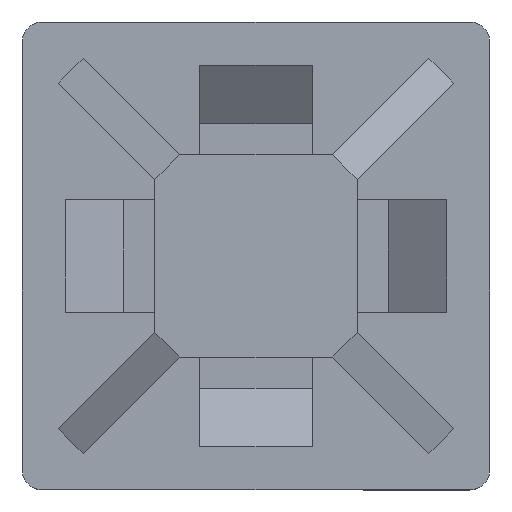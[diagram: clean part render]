
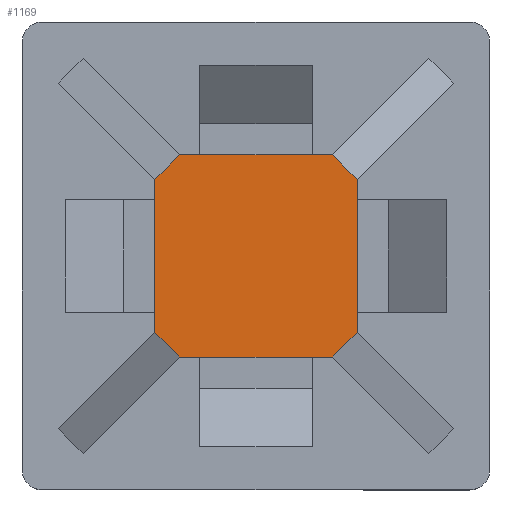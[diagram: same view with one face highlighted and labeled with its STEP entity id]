
A CAD part, top view. The second image highlights one B-rep face of the part: STEP entity #1169.
In plain terms, the highlighted planar face has unit normal (0, 0, 1).
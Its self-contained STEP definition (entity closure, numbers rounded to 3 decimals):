
#73=ORIENTED_EDGE('',*,*,#417,.T.);
#74=ORIENTED_EDGE('',*,*,#418,.F.);
#75=ORIENTED_EDGE('',*,*,#419,.T.);
#76=ORIENTED_EDGE('',*,*,#420,.F.);
#77=ORIENTED_EDGE('',*,*,#421,.T.);
#78=ORIENTED_EDGE('',*,*,#422,.T.);
#79=ORIENTED_EDGE('',*,*,#423,.T.);
#80=ORIENTED_EDGE('',*,*,#424,.T.);
#417=EDGE_CURVE('',#589,#590,#701,.T.);
#418=EDGE_CURVE('',#591,#590,#702,.T.);
#419=EDGE_CURVE('',#591,#592,#703,.T.);
#420=EDGE_CURVE('',#593,#592,#704,.T.);
#421=EDGE_CURVE('',#593,#594,#705,.T.);
#422=EDGE_CURVE('',#594,#595,#706,.T.);
#423=EDGE_CURVE('',#595,#596,#707,.T.);
#424=EDGE_CURVE('',#596,#589,#708,.T.);
#589=VERTEX_POINT('',#1681);
#590=VERTEX_POINT('',#1682);
#591=VERTEX_POINT('',#1684);
#592=VERTEX_POINT('',#1686);
#593=VERTEX_POINT('',#1688);
#594=VERTEX_POINT('',#1690);
#595=VERTEX_POINT('',#1692);
#596=VERTEX_POINT('',#1694);
#701=LINE('',#1680,#849);
#702=LINE('',#1683,#850);
#703=LINE('',#1685,#851);
#704=LINE('',#1687,#852);
#705=LINE('',#1689,#853);
#706=LINE('',#1691,#854);
#707=LINE('',#1693,#855);
#708=LINE('',#1695,#856);
#849=VECTOR('',#1358,1000.);
#850=VECTOR('',#1359,1000.);
#851=VECTOR('',#1360,1000.);
#852=VECTOR('',#1361,1000.);
#853=VECTOR('',#1362,1000.);
#854=VECTOR('',#1363,1000.);
#855=VECTOR('',#1364,1000.);
#856=VECTOR('',#1365,1000.);
#997=EDGE_LOOP('',(#73,#74,#75,#76,#77,#78,#79,#80));
#1059=FACE_BOUND('',#997,.T.);
#1121=PLANE('',#1267);
#1169=ADVANCED_FACE('',(#1059),#1121,.T.);
#1267=AXIS2_PLACEMENT_3D('',#1679,#1356,#1357);
#1356=DIRECTION('',(0.,0.,1.));
#1357=DIRECTION('',(1.,0.,0.));
#1358=DIRECTION('',(0.,1.,0.));
#1359=DIRECTION('',(0.707,-0.707,0.));
#1360=DIRECTION('',(-1.,0.,0.));
#1361=DIRECTION('',(0.707,0.707,0.));
#1362=DIRECTION('',(0.,-1.,0.));
#1363=DIRECTION('',(0.707,-0.707,0.));
#1364=DIRECTION('',(1.,0.,0.));
#1365=DIRECTION('',(0.707,0.707,0.));
#1679=CARTESIAN_POINT('',(0.,0.,4.2));
#1680=CARTESIAN_POINT('',(4.325,-4.325,4.2));
#1681=CARTESIAN_POINT('',(4.325,-3.264,4.2));
#1682=CARTESIAN_POINT('',(4.325,3.264,4.2));
#1683=CARTESIAN_POINT('',(1.981,5.608,4.2));
#1684=CARTESIAN_POINT('',(3.264,4.325,4.2));
#1685=CARTESIAN_POINT('',(4.325,4.325,4.2));
#1686=CARTESIAN_POINT('',(-3.264,4.325,4.2));
#1687=CARTESIAN_POINT('',(-6.143,1.447,4.2));
#1688=CARTESIAN_POINT('',(-4.325,3.264,4.2));
#1689=CARTESIAN_POINT('',(-4.325,4.325,4.2));
#1690=CARTESIAN_POINT('',(-4.325,-3.264,4.2));
#1691=CARTESIAN_POINT('',(-5.608,-1.981,4.2));
#1692=CARTESIAN_POINT('',(-3.264,-4.325,4.2));
#1693=CARTESIAN_POINT('',(-4.325,-4.325,4.2));
#1694=CARTESIAN_POINT('',(3.264,-4.325,4.2));
#1695=CARTESIAN_POINT('',(1.447,-6.143,4.2));
